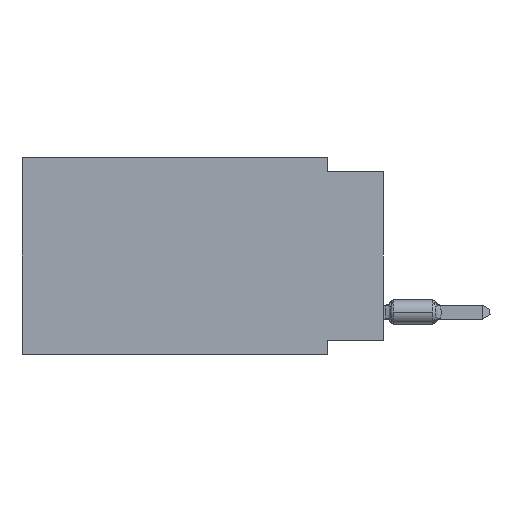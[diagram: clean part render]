
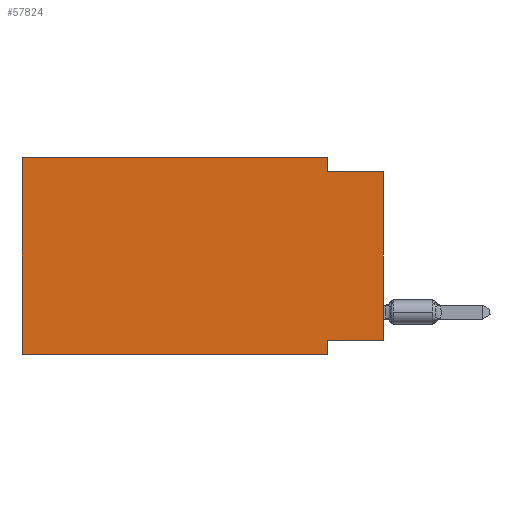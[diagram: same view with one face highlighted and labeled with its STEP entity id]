
A CAD part, left-side view. The second image highlights one B-rep face of the part: STEP entity #57824.
In plain terms, the highlighted planar face has unit normal (-1, 0, 0).
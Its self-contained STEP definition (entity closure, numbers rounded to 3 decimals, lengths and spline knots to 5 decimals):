
#549 = CARTESIAN_POINT ( 'NONE',  ( 0., 0., -0.025 ) ) ;
#829 = VECTOR ( 'NONE', #58273, 39.37008 ) ;
#1133 = CARTESIAN_POINT ( 'NONE',  ( 0., 0., -0.025 ) ) ;
#1459 = EDGE_CURVE ( 'NONE', #65588, #65092, #22496, .T. ) ;
#1567 = LINE ( 'NONE', #17400, #37689 ) ;
#3940 = LINE ( 'NONE', #30289, #22707 ) ;
#4265 = LINE ( 'NONE', #5297, #829 ) ;
#5297 = CARTESIAN_POINT ( 'NONE',  ( 0., 0.645, 0. ) ) ;
#6666 = CARTESIAN_POINT ( 'NONE',  ( 0., 0.1, 0. ) ) ;
#8145 = ORIENTED_EDGE ( 'NONE', *, *, #1459, .F. ) ;
#8563 = PLANE ( 'NONE',  #28508 ) ;
#9811 = VECTOR ( 'NONE', #29014, 39.37008 ) ;
#10797 = EDGE_LOOP ( 'NONE', ( #55339, #38806, #26988, #28140, #47814, #62902, #8145, #12768 ) ) ;
#11248 = EDGE_CURVE ( 'NONE', #11364, #65588, #1567, .T. ) ;
#11364 = VERTEX_POINT ( 'NONE', #31053 ) ;
#11660 = VERTEX_POINT ( 'NONE', #1133 ) ;
#12768 = ORIENTED_EDGE ( 'NONE', *, *, #11248, .F. ) ;
#17400 = CARTESIAN_POINT ( 'NONE',  ( 0., 0., -0.325 ) ) ;
#19432 = CARTESIAN_POINT ( 'NONE',  ( 0., 0.645, 0. ) ) ;
#19777 = DIRECTION ( 'NONE',  ( 0., -1., 0. ) ) ;
#20076 = VERTEX_POINT ( 'NONE', #19432 ) ;
#21622 = DIRECTION ( 'NONE',  ( 0., -1., 0. ) ) ;
#22496 = LINE ( 'NONE', #60362, #51037 ) ;
#22707 = VECTOR ( 'NONE', #19777, 39.37008 ) ;
#25441 = FACE_OUTER_BOUND ( 'NONE', #10797, .T. ) ;
#25636 = CARTESIAN_POINT ( 'NONE',  ( 0., 0., 0. ) ) ;
#26988 = ORIENTED_EDGE ( 'NONE', *, *, #34616, .F. ) ;
#28140 = ORIENTED_EDGE ( 'NONE', *, *, #43708, .F. ) ;
#28508 = AXIS2_PLACEMENT_3D ( 'NONE', #58019, #67843, #29991 ) ;
#28640 = DIRECTION ( 'NONE',  ( 0., -1., 0. ) ) ;
#29014 = DIRECTION ( 'NONE',  ( 0., 0., -1. ) ) ;
#29991 = DIRECTION ( 'NONE',  ( 0., 0., -1. ) ) ;
#30030 = CARTESIAN_POINT ( 'NONE',  ( 0., 0.645, -0.35 ) ) ;
#30134 = VERTEX_POINT ( 'NONE', #59752 ) ;
#30289 = CARTESIAN_POINT ( 'NONE',  ( 0., 0.645, 0. ) ) ;
#31053 = CARTESIAN_POINT ( 'NONE',  ( 0., 0., -0.325 ) ) ;
#31961 = CARTESIAN_POINT ( 'NONE',  ( 0., 0.1, -0.325 ) ) ;
#34616 = EDGE_CURVE ( 'NONE', #49785, #61213, #44106, .T. ) ;
#35883 = CARTESIAN_POINT ( 'NONE',  ( 0., 0.1, -0.025 ) ) ;
#37689 = VECTOR ( 'NONE', #50362, 39.37008 ) ;
#38792 = EDGE_CURVE ( 'NONE', #30134, #65092, #67520, .T. ) ;
#38806 = ORIENTED_EDGE ( 'NONE', *, *, #41763, .F. ) ;
#38862 = CARTESIAN_POINT ( 'NONE',  ( 0., 0.1, 0. ) ) ;
#39225 = VECTOR ( 'NONE', #28640, 39.37008 ) ;
#41763 = EDGE_CURVE ( 'NONE', #61213, #11660, #43725, .T. ) ;
#43222 = DIRECTION ( 'NONE',  ( 0., 0., -1. ) ) ;
#43708 = EDGE_CURVE ( 'NONE', #20076, #49785, #3940, .T. ) ;
#43725 = LINE ( 'NONE', #549, #57258 ) ;
#44106 = LINE ( 'NONE', #38862, #9811 ) ;
#46649 = CARTESIAN_POINT ( 'NONE',  ( 0., 0.1, -0.35 ) ) ;
#47705 = DIRECTION ( 'NONE',  ( 0., 0., 1. ) ) ;
#47814 = ORIENTED_EDGE ( 'NONE', *, *, #63745, .F. ) ;
#49785 = VERTEX_POINT ( 'NONE', #6666 ) ;
#50362 = DIRECTION ( 'NONE',  ( 0., 1., 0. ) ) ;
#51037 = VECTOR ( 'NONE', #43222, 39.37008 ) ;
#52953 = LINE ( 'NONE', #25636, #58412 ) ;
#55339 = ORIENTED_EDGE ( 'NONE', *, *, #68432, .T. ) ;
#57258 = VECTOR ( 'NONE', #21622, 39.37008 ) ;
#57824 = ADVANCED_FACE ( 'NONE', ( #25441 ), #8563, .F. ) ;
#58019 = CARTESIAN_POINT ( 'NONE',  ( 0., 0.645, 0. ) ) ;
#58273 = DIRECTION ( 'NONE',  ( 0., 0., 1. ) ) ;
#58412 = VECTOR ( 'NONE', #47705, 39.37008 ) ;
#59752 = CARTESIAN_POINT ( 'NONE',  ( 0., 0.645, -0.35 ) ) ;
#60362 = CARTESIAN_POINT ( 'NONE',  ( 0., 0.1, -0.35 ) ) ;
#61213 = VERTEX_POINT ( 'NONE', #35883 ) ;
#62902 = ORIENTED_EDGE ( 'NONE', *, *, #38792, .T. ) ;
#63745 = EDGE_CURVE ( 'NONE', #30134, #20076, #4265, .T. ) ;
#65092 = VERTEX_POINT ( 'NONE', #46649 ) ;
#65588 = VERTEX_POINT ( 'NONE', #31961 ) ;
#67520 = LINE ( 'NONE', #30030, #39225 ) ;
#67843 = DIRECTION ( 'NONE',  ( 1., 0., 0. ) ) ;
#68432 = EDGE_CURVE ( 'NONE', #11364, #11660, #52953, .T. ) ;
